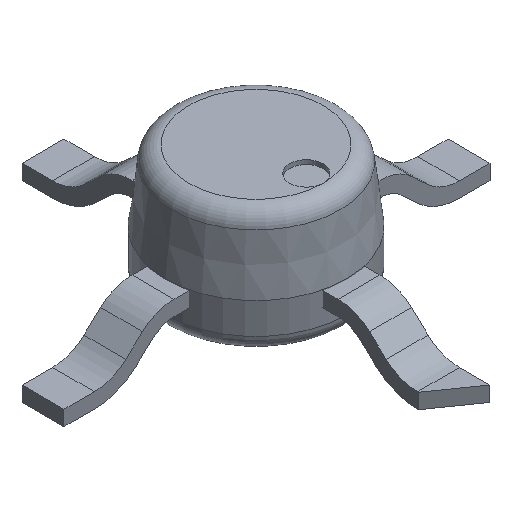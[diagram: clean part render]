
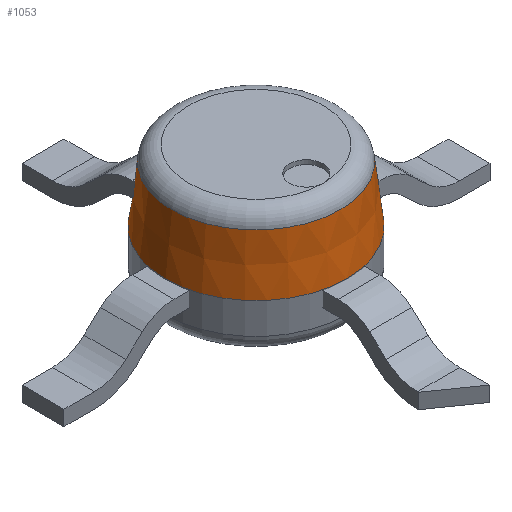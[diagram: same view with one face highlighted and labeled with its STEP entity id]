
A CAD part, isometric view. The second image highlights one B-rep face of the part: STEP entity #1053.
In plain terms, the highlighted conical face has half-angle 6.71 degrees and reference radius 1.03 mm.
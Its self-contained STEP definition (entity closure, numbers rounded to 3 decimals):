
#242=CONICAL_SURFACE('',#1130,1.03,0.117);
#298=FACE_BOUND('',#375,.T.);
#306=FACE_OUTER_BOUND('',#374,.T.);
#374=EDGE_LOOP('',(#737));
#375=EDGE_LOOP('',(#738));
#438=CIRCLE('',#1125,1.08);
#440=CIRCLE('',#1129,1.001);
#477=VERTEX_POINT('',#1553);
#479=VERTEX_POINT('',#1559);
#580=EDGE_CURVE('',#477,#477,#438,.T.);
#582=EDGE_CURVE('',#479,#479,#440,.T.);
#737=ORIENTED_EDGE('',*,*,#580,.T.);
#738=ORIENTED_EDGE('',*,*,#582,.F.);
#1053=ADVANCED_FACE('',(#306,#298),#242,.T.);
#1125=AXIS2_PLACEMENT_3D('',#1554,#1238,#1239);
#1129=AXIS2_PLACEMENT_3D('',#1560,#1246,#1247);
#1130=AXIS2_PLACEMENT_3D('',#1561,#1248,#1249);
#1238=DIRECTION('center_axis',(0.,0.,1.));
#1239=DIRECTION('ref_axis',(1.,0.,0.));
#1246=DIRECTION('center_axis',(0.,0.,1.));
#1247=DIRECTION('ref_axis',(1.,0.,0.));
#1248=DIRECTION('center_axis',(0.,0.,-1.));
#1249=DIRECTION('ref_axis',(1.,0.,0.));
#1553=CARTESIAN_POINT('',(-1.08,0.,0.67));
#1554=CARTESIAN_POINT('Origin',(0.,0.,0.67));
#1559=CARTESIAN_POINT('',(-1.001,0.,1.343));
#1560=CARTESIAN_POINT('Origin',(0.,0.,1.343));
#1561=CARTESIAN_POINT('Origin',(0.,0.,1.095));
